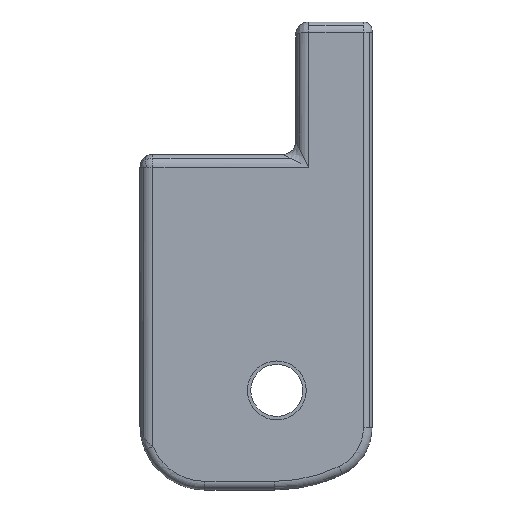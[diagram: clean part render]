
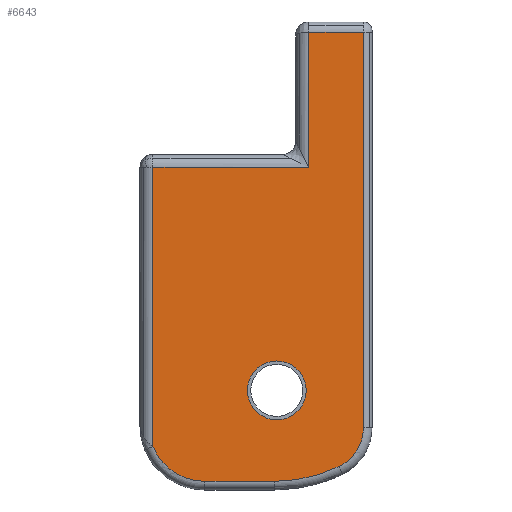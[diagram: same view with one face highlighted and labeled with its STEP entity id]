
A CAD part, left-side view. The second image highlights one B-rep face of the part: STEP entity #6643.
In plain terms, the highlighted planar face has unit normal (-1, 0, 0).
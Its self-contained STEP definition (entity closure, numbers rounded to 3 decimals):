
#35 = EDGE_CURVE ( 'NONE', #5248, #6140, #4257, .T. ) ;
#130 = EDGE_CURVE ( 'NONE', #5066, #5248, #6159, .T. ) ;
#267 = ORIENTED_EDGE ( 'NONE', *, *, #130, .T. ) ;
#361 = DIRECTION ( 'NONE',  ( 0., 0.894, 0.447 ) ) ;
#424 = AXIS2_PLACEMENT_3D ( 'NONE', #1331, #3125, #3889 ) ;
#449 = EDGE_CURVE ( 'NONE', #7105, #5485, #4406, .T. ) ;
#467 = ORIENTED_EDGE ( 'NONE', *, *, #7277, .T. ) ;
#508 = CARTESIAN_POINT ( 'NONE',  ( -14.336, -14.35, 3.651 ) ) ;
#600 = CARTESIAN_POINT ( 'NONE',  ( -14.336, 3.814, 0.5 ) ) ;
#608 = CARTESIAN_POINT ( 'NONE',  ( -14.336, 11.57, 9.651 ) ) ;
#654 = CARTESIAN_POINT ( 'NONE',  ( -14.336, 11.57, 9.613 ) ) ;
#751 = PLANE ( 'NONE',  #424 ) ;
#848 = CARTESIAN_POINT ( 'NONE',  ( -14.336, 8.463, 3. ) ) ;
#967 = DIRECTION ( 'NONE',  ( -1., 0., 0. ) ) ;
#979 = CARTESIAN_POINT ( 'NONE',  ( -14.336, 8.32, 9.651 ) ) ;
#1057 = CARTESIAN_POINT ( 'NONE',  ( -14.336, 11.57, 5.629 ) ) ;
#1331 = CARTESIAN_POINT ( 'NONE',  ( -14.336, -2.115, 5.826 ) ) ;
#1371 = FACE_OUTER_BOUND ( 'NONE', #4303, .T. ) ;
#1817 = ORIENTED_EDGE ( 'NONE', *, *, #3875, .T. ) ;
#1947 = VERTEX_POINT ( 'NONE', #4159 ) ;
#1996 = AXIS2_PLACEMENT_3D ( 'NONE', #4231, #7891, #2471 ) ;
#2171 = DIRECTION ( 'NONE',  ( -1., 0., 0. ) ) ;
#2267 = CIRCLE ( 'NONE', #4875, 1.7 ) ;
#2404 = LINE ( 'NONE', #600, #3960 ) ;
#2471 = DIRECTION ( 'NONE',  ( 0., 0.924, -0.383 ) ) ;
#2596 = CARTESIAN_POINT ( 'NONE',  ( -14.336, 8.463, 0.5 ) ) ;
#2599 = CARTESIAN_POINT ( 'NONE',  ( -14.336, -14.35, 2.864 ) ) ;
#2623 = FACE_BOUND ( 'NONE', #7550, .T. ) ;
#3066 = CARTESIAN_POINT ( 'NONE',  ( -14.336, -9.207, 12.651 ) ) ;
#3110 = ORIENTED_EDGE ( 'NONE', *, *, #7526, .F. ) ;
#3125 = DIRECTION ( 'NONE',  ( 1., 0., 0. ) ) ;
#3142 = LINE ( 'NONE', #3066, #6493 ) ;
#3435 = CARTESIAN_POINT ( 'NONE',  ( -14.336, 9.57, 12.651 ) ) ;
#3442 = CARTESIAN_POINT ( 'NONE',  ( -14.336, 6.32, 5.501 ) ) ;
#3461 = DIRECTION ( 'NONE',  ( 0., 0., 1. ) ) ;
#3507 = LINE ( 'NONE', #7814, #7060 ) ;
#3748 = DIRECTION ( 'NONE',  ( 0., 1., 0. ) ) ;
#3750 = ORIENTED_EDGE ( 'NONE', *, *, #449, .T. ) ;
#3769 = VERTEX_POINT ( 'NONE', #7253 ) ;
#3875 = EDGE_CURVE ( 'NONE', #7764, #5066, #3142, .T. ) ;
#3889 = DIRECTION ( 'NONE',  ( 0., 0., -1. ) ) ;
#3960 = VECTOR ( 'NONE', #4935, 1000. ) ;
#4086 = EDGE_CURVE ( 'NONE', #5485, #5507, #6218, .T. ) ;
#4159 = CARTESIAN_POINT ( 'NONE',  ( -14.336, 6.32, 3.801 ) ) ;
#4231 = CARTESIAN_POINT ( 'NONE',  ( -14.336, 3.07, 5.629 ) ) ;
#4257 = LINE ( 'NONE', #654, #7207 ) ;
#4303 = EDGE_LOOP ( 'NONE', ( #7631, #467, #3750, #6182, #4592, #1817, #267, #6060, #4626 ) ) ;
#4359 = DIRECTION ( 'NONE',  ( 0., 1., 0. ) ) ;
#4361 = CIRCLE ( 'NONE', #5005, 2.5 ) ;
#4406 = LINE ( 'NONE', #2599, #6828 ) ;
#4411 = ORIENTED_EDGE ( 'NONE', *, *, #4646, .F. ) ;
#4433 = AXIS2_PLACEMENT_3D ( 'NONE', #3442, #2171, #4707 ) ;
#4592 = ORIENTED_EDGE ( 'NONE', *, *, #6117, .T. ) ;
#4626 = ORIENTED_EDGE ( 'NONE', *, *, #6567, .T. ) ;
#4646 = EDGE_CURVE ( 'NONE', #1947, #4888, #6110, .T. ) ;
#4707 = DIRECTION ( 'NONE',  ( 0., 0., 1. ) ) ;
#4769 = DIRECTION ( 'NONE',  ( 0., 0., 1. ) ) ;
#4875 = AXIS2_PLACEMENT_3D ( 'NONE', #7729, #967, #3461 ) ;
#4888 = VERTEX_POINT ( 'NONE', #5677 ) ;
#4935 = DIRECTION ( 'NONE',  ( 0., -1., 0. ) ) ;
#5005 = AXIS2_PLACEMENT_3D ( 'NONE', #848, #7532, #7606 ) ;
#5066 = VERTEX_POINT ( 'NONE', #3435 ) ;
#5092 = DIRECTION ( 'NONE',  ( 0., 0., 1. ) ) ;
#5248 = VERTEX_POINT ( 'NONE', #608 ) ;
#5345 = DIRECTION ( 'NONE',  ( -1., 0., 0. ) ) ;
#5485 = VERTEX_POINT ( 'NONE', #508 ) ;
#5507 = VERTEX_POINT ( 'NONE', #6172 ) ;
#5677 = CARTESIAN_POINT ( 'NONE',  ( -14.336, 6.32, 7.201 ) ) ;
#6060 = ORIENTED_EDGE ( 'NONE', *, *, #35, .T. ) ;
#6110 = CIRCLE ( 'NONE', #4433, 1.7 ) ;
#6117 = EDGE_CURVE ( 'NONE', #5507, #7764, #3507, .T. ) ;
#6140 = VERTEX_POINT ( 'NONE', #1057 ) ;
#6155 = CIRCLE ( 'NONE', #1996, 8.5 ) ;
#6159 = CIRCLE ( 'NONE', #7338, 3.25 ) ;
#6172 = CARTESIAN_POINT ( 'NONE',  ( -14.336, -6.55, 3.651 ) ) ;
#6181 = CARTESIAN_POINT ( 'NONE',  ( -14.336, -1.665, 3.651 ) ) ;
#6182 = ORIENTED_EDGE ( 'NONE', *, *, #4086, .T. ) ;
#6218 = LINE ( 'NONE', #6181, #7937 ) ;
#6268 = VERTEX_POINT ( 'NONE', #2596 ) ;
#6396 = CARTESIAN_POINT ( 'NONE',  ( -14.336, -14.35, 0.5 ) ) ;
#6493 = VECTOR ( 'NONE', #3748, 1000. ) ;
#6567 = EDGE_CURVE ( 'NONE', #6140, #3769, #6155, .T. ) ;
#6643 = ADVANCED_FACE ( 'NONE', ( #2623, #1371 ), #751, .F. ) ;
#6742 = DIRECTION ( 'NONE',  ( 0., 0., -1. ) ) ;
#6828 = VECTOR ( 'NONE', #5092, 1000. ) ;
#6871 = CARTESIAN_POINT ( 'NONE',  ( -14.336, -6.55, 12.651 ) ) ;
#7060 = VECTOR ( 'NONE', #4769, 1000. ) ;
#7105 = VERTEX_POINT ( 'NONE', #6396 ) ;
#7207 = VECTOR ( 'NONE', #6742, 1000. ) ;
#7253 = CARTESIAN_POINT ( 'NONE',  ( -14.336, 10.711, 1.905 ) ) ;
#7277 = EDGE_CURVE ( 'NONE', #6268, #7105, #2404, .T. ) ;
#7338 = AXIS2_PLACEMENT_3D ( 'NONE', #979, #5345, #361 ) ;
#7458 = EDGE_CURVE ( 'NONE', #6268, #3769, #4361, .T. ) ;
#7526 = EDGE_CURVE ( 'NONE', #4888, #1947, #2267, .T. ) ;
#7532 = DIRECTION ( 'NONE',  ( 1., 0., 0. ) ) ;
#7550 = EDGE_LOOP ( 'NONE', ( #3110, #4411 ) ) ;
#7606 = DIRECTION ( 'NONE',  ( 0., 0.53, -0.848 ) ) ;
#7631 = ORIENTED_EDGE ( 'NONE', *, *, #7458, .F. ) ;
#7729 = CARTESIAN_POINT ( 'NONE',  ( -14.336, 6.32, 5.501 ) ) ;
#7764 = VERTEX_POINT ( 'NONE', #6871 ) ;
#7814 = CARTESIAN_POINT ( 'NONE',  ( -14.336, -6.55, 2.863 ) ) ;
#7891 = DIRECTION ( 'NONE',  ( -1., 0., 0. ) ) ;
#7937 = VECTOR ( 'NONE', #4359, 1000. ) ;
